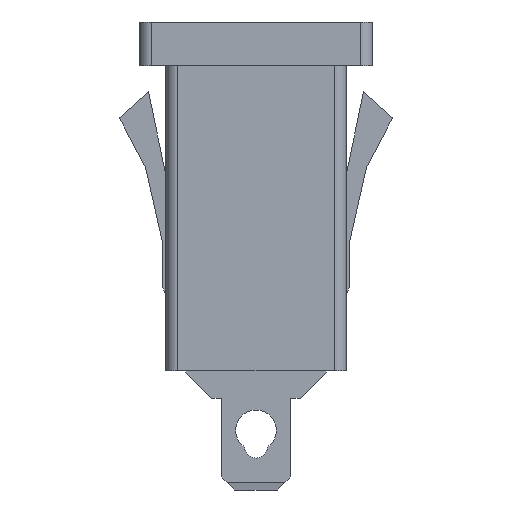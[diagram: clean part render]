
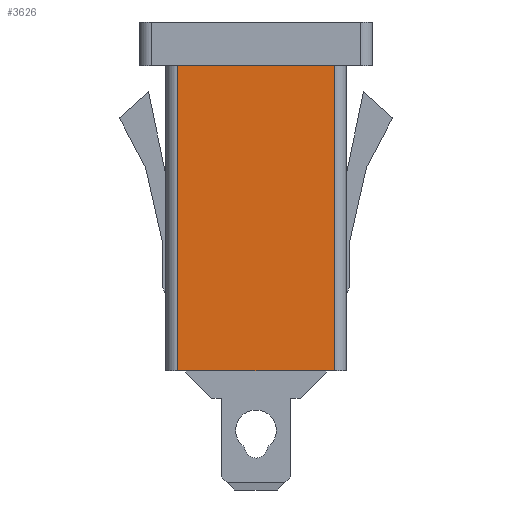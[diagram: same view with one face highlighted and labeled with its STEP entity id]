
A CAD part, left-side view. The second image highlights one B-rep face of the part: STEP entity #3626.
In plain terms, the highlighted planar face has unit normal (-1, 0, 0).
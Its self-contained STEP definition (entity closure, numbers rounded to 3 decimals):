
#1897 = PLANE('',#1898);
#1898 = AXIS2_PLACEMENT_3D('',#1899,#1900,#1901);
#1899 = CARTESIAN_POINT('',(-3.,-6.15,-21.));
#1900 = DIRECTION('',(0.,0.,1.));
#1901 = DIRECTION('',(1.,0.,0.));
#2352 = PLANE('',#2353);
#2353 = AXIS2_PLACEMENT_3D('',#2354,#2355,#2356);
#2354 = CARTESIAN_POINT('',(-10.,-6.2,0.));
#2355 = DIRECTION('',(0.,0.,1.));
#2356 = DIRECTION('',(1.,0.,0.));
#2727 = VERTEX_POINT('',#2728);
#2728 = CARTESIAN_POINT('',(-10.,5.4,-21.));
#2747 = CYLINDRICAL_SURFACE('',#2748,0.8);
#2748 = AXIS2_PLACEMENT_3D('',#2749,#2750,#2751);
#2749 = CARTESIAN_POINT('',(-9.2,5.4,-21.));
#2750 = DIRECTION('',(0.,0.,1.));
#2751 = DIRECTION('',(-1.,-0.,0.));
#2759 = EDGE_CURVE('',#2760,#2727,#2762,.T.);
#2760 = VERTEX_POINT('',#2761);
#2761 = CARTESIAN_POINT('',(-10.,-5.4,-21.));
#2762 = SURFACE_CURVE('',#2763,(#2767,#2774),.PCURVE_S1.);
#2763 = LINE('',#2764,#2765);
#2764 = CARTESIAN_POINT('',(-10.,-6.2,-21.));
#2765 = VECTOR('',#2766,1.);
#2766 = DIRECTION('',(0.,1.,0.));
#2767 = PCURVE('',#1897,#2768);
#2768 = DEFINITIONAL_REPRESENTATION('',(#2769),#2773);
#2769 = LINE('',#2770,#2771);
#2770 = CARTESIAN_POINT('',(-7.,-0.05));
#2771 = VECTOR('',#2772,1.);
#2772 = DIRECTION('',(0.,1.));
#2773 = ( GEOMETRIC_REPRESENTATION_CONTEXT(2) 
PARAMETRIC_REPRESENTATION_CONTEXT() REPRESENTATION_CONTEXT('2D SPACE',''
  ) );
#2774 = PCURVE('',#2775,#2780);
#2775 = PLANE('',#2776);
#2776 = AXIS2_PLACEMENT_3D('',#2777,#2778,#2779);
#2777 = CARTESIAN_POINT('',(-10.,-6.2,-21.));
#2778 = DIRECTION('',(1.,0.,0.));
#2779 = DIRECTION('',(0.,0.,1.));
#2780 = DEFINITIONAL_REPRESENTATION('',(#2781),#2785);
#2781 = LINE('',#2782,#2783);
#2782 = CARTESIAN_POINT('',(0.,0.));
#2783 = VECTOR('',#2784,1.);
#2784 = DIRECTION('',(0.,-1.));
#2785 = ( GEOMETRIC_REPRESENTATION_CONTEXT(2) 
PARAMETRIC_REPRESENTATION_CONTEXT() REPRESENTATION_CONTEXT('2D SPACE',''
  ) );
#2804 = CYLINDRICAL_SURFACE('',#2805,0.8);
#2805 = AXIS2_PLACEMENT_3D('',#2806,#2807,#2808);
#2806 = CARTESIAN_POINT('',(-9.2,-5.4,-21.));
#2807 = DIRECTION('',(0.,0.,1.));
#2808 = DIRECTION('',(-1.,-0.,0.));
#3216 = EDGE_CURVE('',#3217,#3219,#3221,.T.);
#3217 = VERTEX_POINT('',#3218);
#3218 = CARTESIAN_POINT('',(-10.,-5.4,0.));
#3219 = VERTEX_POINT('',#3220);
#3220 = CARTESIAN_POINT('',(-10.,5.4,0.));
#3221 = SURFACE_CURVE('',#3222,(#3226,#3233),.PCURVE_S1.);
#3222 = LINE('',#3223,#3224);
#3223 = CARTESIAN_POINT('',(-10.,-6.2,0.));
#3224 = VECTOR('',#3225,1.);
#3225 = DIRECTION('',(0.,1.,0.));
#3226 = PCURVE('',#2352,#3227);
#3227 = DEFINITIONAL_REPRESENTATION('',(#3228),#3232);
#3228 = LINE('',#3229,#3230);
#3229 = CARTESIAN_POINT('',(0.,0.));
#3230 = VECTOR('',#3231,1.);
#3231 = DIRECTION('',(0.,1.));
#3232 = ( GEOMETRIC_REPRESENTATION_CONTEXT(2) 
PARAMETRIC_REPRESENTATION_CONTEXT() REPRESENTATION_CONTEXT('2D SPACE',''
  ) );
#3233 = PCURVE('',#2775,#3234);
#3234 = DEFINITIONAL_REPRESENTATION('',(#3235),#3239);
#3235 = LINE('',#3236,#3237);
#3236 = CARTESIAN_POINT('',(21.,0.));
#3237 = VECTOR('',#3238,1.);
#3238 = DIRECTION('',(0.,-1.));
#3239 = ( GEOMETRIC_REPRESENTATION_CONTEXT(2) 
PARAMETRIC_REPRESENTATION_CONTEXT() REPRESENTATION_CONTEXT('2D SPACE',''
  ) );
#3626 = ADVANCED_FACE('',(#3627),#2775,.F.);
#3627 = FACE_BOUND('',#3628,.F.);
#3628 = EDGE_LOOP('',(#3629,#3630,#3651,#3652));
#3629 = ORIENTED_EDGE('',*,*,#3216,.F.);
#3630 = ORIENTED_EDGE('',*,*,#3631,.F.);
#3631 = EDGE_CURVE('',#2760,#3217,#3632,.T.);
#3632 = SURFACE_CURVE('',#3633,(#3637,#3644),.PCURVE_S1.);
#3633 = LINE('',#3634,#3635);
#3634 = CARTESIAN_POINT('',(-10.,-5.4,-21.));
#3635 = VECTOR('',#3636,1.);
#3636 = DIRECTION('',(0.,0.,1.));
#3637 = PCURVE('',#2775,#3638);
#3638 = DEFINITIONAL_REPRESENTATION('',(#3639),#3643);
#3639 = LINE('',#3640,#3641);
#3640 = CARTESIAN_POINT('',(0.,-0.8));
#3641 = VECTOR('',#3642,1.);
#3642 = DIRECTION('',(1.,0.));
#3643 = ( GEOMETRIC_REPRESENTATION_CONTEXT(2) 
PARAMETRIC_REPRESENTATION_CONTEXT() REPRESENTATION_CONTEXT('2D SPACE',''
  ) );
#3644 = PCURVE('',#2804,#3645);
#3645 = DEFINITIONAL_REPRESENTATION('',(#3646),#3650);
#3646 = LINE('',#3647,#3648);
#3647 = CARTESIAN_POINT('',(0.,0.));
#3648 = VECTOR('',#3649,1.);
#3649 = DIRECTION('',(0.,1.));
#3650 = ( GEOMETRIC_REPRESENTATION_CONTEXT(2) 
PARAMETRIC_REPRESENTATION_CONTEXT() REPRESENTATION_CONTEXT('2D SPACE',''
  ) );
#3651 = ORIENTED_EDGE('',*,*,#2759,.T.);
#3652 = ORIENTED_EDGE('',*,*,#3653,.T.);
#3653 = EDGE_CURVE('',#2727,#3219,#3654,.T.);
#3654 = SURFACE_CURVE('',#3655,(#3659,#3666),.PCURVE_S1.);
#3655 = LINE('',#3656,#3657);
#3656 = CARTESIAN_POINT('',(-10.,5.4,-21.));
#3657 = VECTOR('',#3658,1.);
#3658 = DIRECTION('',(0.,0.,1.));
#3659 = PCURVE('',#2775,#3660);
#3660 = DEFINITIONAL_REPRESENTATION('',(#3661),#3665);
#3661 = LINE('',#3662,#3663);
#3662 = CARTESIAN_POINT('',(0.,-11.6));
#3663 = VECTOR('',#3664,1.);
#3664 = DIRECTION('',(1.,0.));
#3665 = ( GEOMETRIC_REPRESENTATION_CONTEXT(2) 
PARAMETRIC_REPRESENTATION_CONTEXT() REPRESENTATION_CONTEXT('2D SPACE',''
  ) );
#3666 = PCURVE('',#2747,#3667);
#3667 = DEFINITIONAL_REPRESENTATION('',(#3668),#3672);
#3668 = LINE('',#3669,#3670);
#3669 = CARTESIAN_POINT('',(-0.,0.));
#3670 = VECTOR('',#3671,1.);
#3671 = DIRECTION('',(-0.,1.));
#3672 = ( GEOMETRIC_REPRESENTATION_CONTEXT(2) 
PARAMETRIC_REPRESENTATION_CONTEXT() REPRESENTATION_CONTEXT('2D SPACE',''
  ) );
